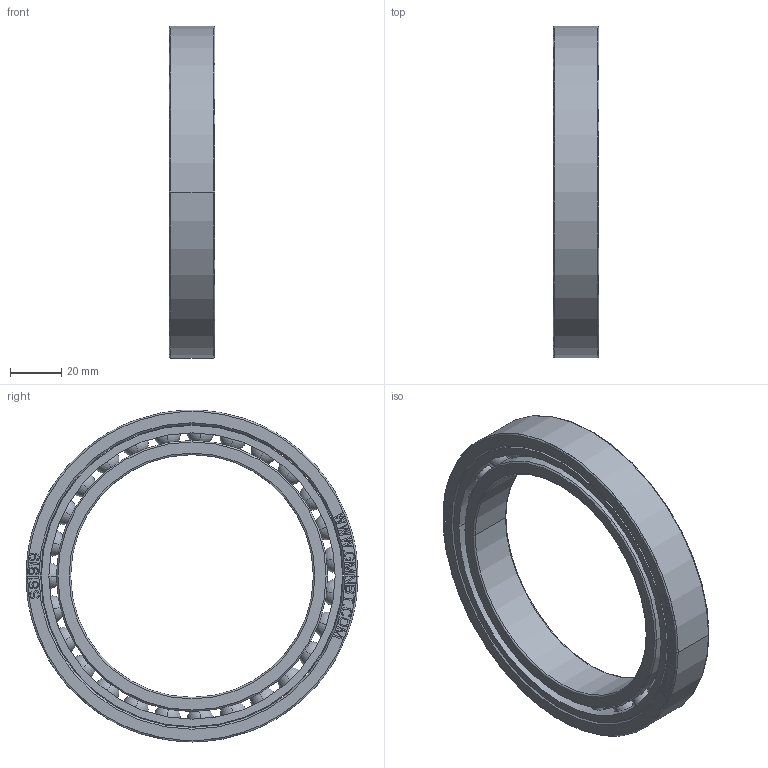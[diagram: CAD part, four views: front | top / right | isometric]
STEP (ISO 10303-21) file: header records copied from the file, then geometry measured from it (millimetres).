
FILE_DESCRIPTION((''),'2;1');
FILE_NAME('S61919_PRT','2014-03-19T',('sales 4'),(''),'PRO/ENGINEER BY PARAMETRIC TECHNOLOGY CORPORATION, 2013150','PRO/ENGINEER BY PARAMETRIC TECHNOLOGY CORPORATION, 2013150','');
FILE_SCHEMA(('AUTOMOTIVE_DESIGN { 1 0 10303 214 1 1 1 1 }'));
Length unit declared in the file: millimetre
Products named in the file (1): S61919_PRT
Bounding box: 18.01 x 130 x 130 mm (x, y, z)
Volume: 86049.1 mm3; surface area: 53554 mm2
Topology: 3 solids, 3 shells, 789 faces, 2198 edges, 1384 vertices
Faces by surface type: plane 537, cylinder 122, sphere 108, torus 12, cone 10
Entity records: 48580 total; most frequent: CARTESIAN_POINT 22494, ORIENTED_EDGE 4180, DIRECTION 3728, PRESENTATION_STYLE_ASSIGNMENT 2122, STYLED_ITEM 2093, CURVE_STYLE 2090, EDGE_CURVE 2090, VECTOR 1598
